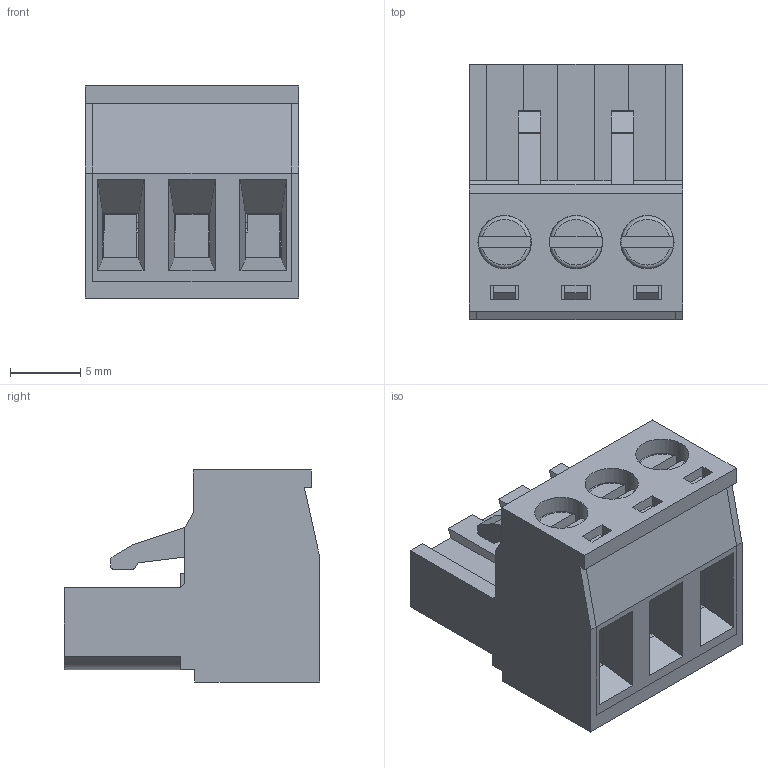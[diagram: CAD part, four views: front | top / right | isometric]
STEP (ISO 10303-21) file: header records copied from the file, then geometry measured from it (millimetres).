
FILE_DESCRIPTION( ( 'Unknown' ), '1' );
FILE_NAME( '691351500003.stp', 'Unknown', ( 'Unknown' ), ( 'Unknown' ), 'PSStep 14.0', 'Unknown', ' ' );
FILE_SCHEMA( ( 'AUTOMOTIVE_DESIGN { 1 0 10303 214 1 1 1 1 }' ) );
Length unit declared in the file: millimetre
Products named in the file (6): Assem1; 6913405000xx_CAGE; 6913405000xx_PIN; 6913405000xx_VISSE; 691340500003; 691340500003_CAPOT
Assembly tree (11 placements, depth 2):
  Assem1
    6913405000xx_CAGE  x3
    6913405000xx_PIN  x3
    6913405000xx_VISSE  x3
    691340500003
    691340500003_CAPOT
Bounding box: 15.24 x 18.2 x 15.1 mm (x, y, z)
Volume: 1834.1 mm3; surface area: 4972.5 mm2
Topology: 11 solids, 11 shells, 721 faces, 1966 edges, 1284 vertices
Faces by surface type: plane 536, cylinder 170, torus 9, cone 6
Full cylindrical faces by diameter (mm): 1.5 x3, 2.5 x3, 2.9 x3, 2.95 x3, 3 x3, 3.75 x3, 3.8 x3
Entity records: 18766 total; most frequent: CARTESIAN_POINT 2649, ORIENTED_EDGE 2546, DIRECTION 2416, EDGE_CURVE 1273, LINE 1088, VECTOR 1088, VERTEX_POINT 841, AXIS2_PLACEMENT_3D 664
